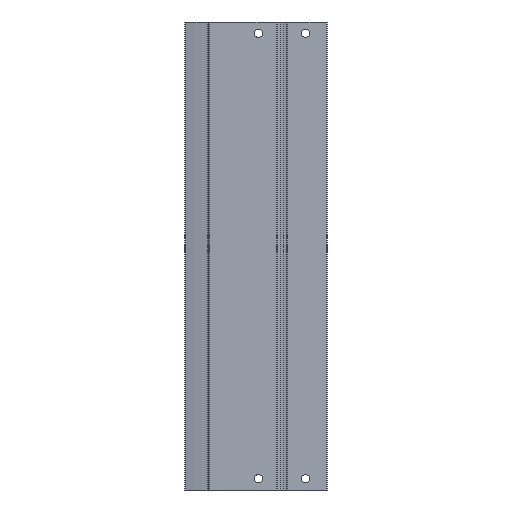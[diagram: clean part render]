
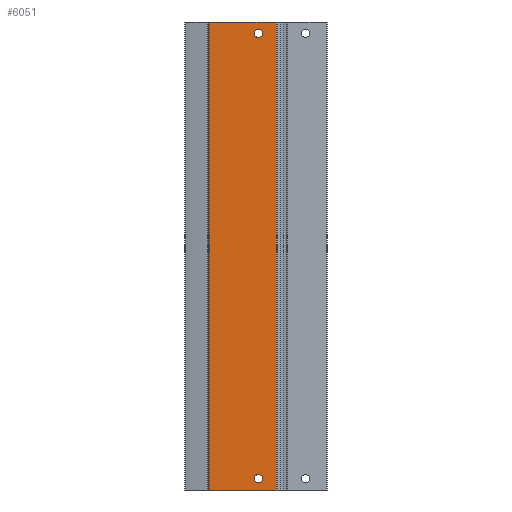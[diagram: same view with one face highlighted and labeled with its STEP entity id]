
A CAD part, front view. The second image highlights one B-rep face of the part: STEP entity #6051.
In plain terms, the highlighted planar face has unit normal (0, -1, 0).
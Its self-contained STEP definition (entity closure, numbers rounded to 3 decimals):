
#333=PLANE('',#6539);
#524=CIRCLE('',#6540,2.25);
#525=CIRCLE('',#6541,2.25);
#983=ORIENTED_EDGE('',*,*,#2503,.F.);
#984=ORIENTED_EDGE('',*,*,#2504,.F.);
#985=ORIENTED_EDGE('',*,*,#2505,.F.);
#986=ORIENTED_EDGE('',*,*,#2502,.F.);
#987=ORIENTED_EDGE('',*,*,#2506,.T.);
#988=ORIENTED_EDGE('',*,*,#2507,.T.);
#2502=EDGE_CURVE('',#3259,#3258,#3821,.T.);
#2503=EDGE_CURVE('',#3260,#3260,#524,.T.);
#2504=EDGE_CURVE('',#3261,#3261,#525,.T.);
#2505=EDGE_CURVE('',#3258,#3262,#3822,.T.);
#2506=EDGE_CURVE('',#3259,#3263,#3823,.T.);
#2507=EDGE_CURVE('',#3263,#3262,#3824,.T.);
#3258=VERTEX_POINT('',#9782);
#3259=VERTEX_POINT('',#9784);
#3260=VERTEX_POINT('',#9788);
#3261=VERTEX_POINT('',#9790);
#3262=VERTEX_POINT('',#9792);
#3263=VERTEX_POINT('',#9794);
#3821=LINE('',#9785,#4193);
#3822=LINE('',#9791,#4194);
#3823=LINE('',#9793,#4195);
#3824=LINE('',#9795,#4196);
#4193=VECTOR('',#7384,1000.);
#4194=VECTOR('',#7391,1000.);
#4195=VECTOR('',#7392,1000.);
#4196=VECTOR('',#7393,1000.);
#4577=EDGE_LOOP('',(#983));
#4578=EDGE_LOOP('',(#984));
#4579=EDGE_LOOP('',(#985,#986,#987,#988));
#5255=FACE_BOUND('',#4577,.T.);
#5256=FACE_BOUND('',#4578,.T.);
#5257=FACE_BOUND('',#4579,.T.);
#6051=ADVANCED_FACE('',(#5255,#5256,#5257),#333,.T.);
#6539=AXIS2_PLACEMENT_3D('',#9786,#7385,#7386);
#6540=AXIS2_PLACEMENT_3D('',#9787,#7387,#7388);
#6541=AXIS2_PLACEMENT_3D('',#9789,#7389,#7390);
#7384=DIRECTION('',(0.,0.,1.));
#7385=DIRECTION('',(0.,-1.,0.));
#7386=DIRECTION('',(0.,0.,-1.));
#7387=DIRECTION('',(0.,-1.,0.));
#7388=DIRECTION('',(0.,0.,-1.));
#7389=DIRECTION('',(0.,-1.,0.));
#7390=DIRECTION('',(0.,0.,-1.));
#7391=DIRECTION('',(1.,0.,0.));
#7392=DIRECTION('',(1.,0.,0.));
#7393=DIRECTION('',(0.,0.,1.));
#9782=CARTESIAN_POINT('',(-38.5,0.,0.));
#9784=CARTESIAN_POINT('',(-38.5,0.,-248.));
#9785=CARTESIAN_POINT('',(-38.5,0.,-248.));
#9786=CARTESIAN_POINT('',(-38.5,0.,-248.));
#9787=CARTESIAN_POINT('',(-12.5,0.,-242.));
#9788=CARTESIAN_POINT('',(-12.5,0.,-244.25));
#9789=CARTESIAN_POINT('',(-12.5,0.,-6.));
#9790=CARTESIAN_POINT('',(-12.5,0.,-8.25));
#9791=CARTESIAN_POINT('',(-38.5,0.,0.));
#9792=CARTESIAN_POINT('',(-3.,0.,0.));
#9793=CARTESIAN_POINT('',(-38.5,0.,-248.));
#9794=CARTESIAN_POINT('',(-3.,0.,-248.));
#9795=CARTESIAN_POINT('',(-3.,0.,-248.));
